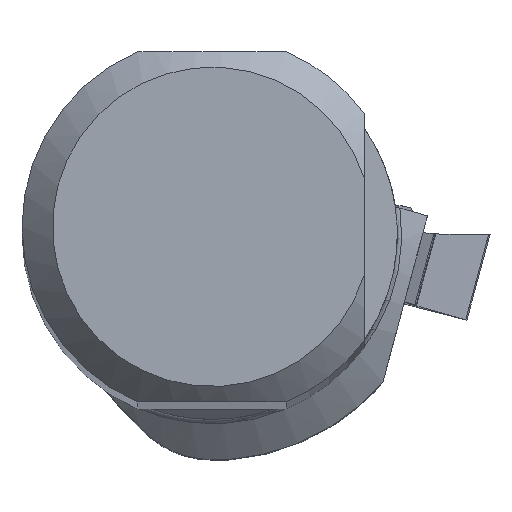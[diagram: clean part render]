
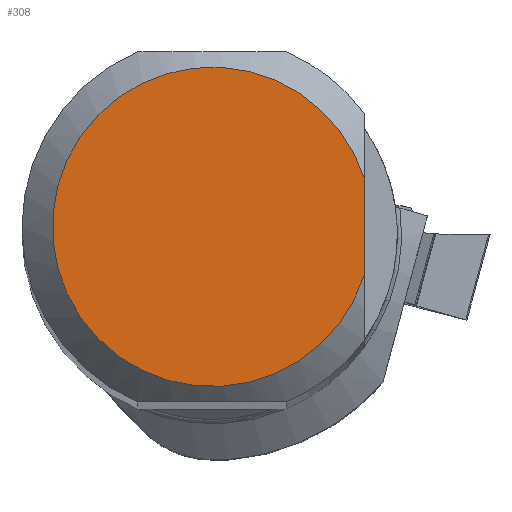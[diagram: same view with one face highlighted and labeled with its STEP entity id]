
A CAD part, top view. The second image highlights one B-rep face of the part: STEP entity #308.
In plain terms, the highlighted planar face has unit normal (0, 0, 1).
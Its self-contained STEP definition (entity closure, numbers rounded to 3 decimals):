
#226=CIRCLE('',#2217,10.491);
#308=ADVANCED_FACE('CU_SU_BP3',(#460),#373,.T.);
#373=PLANE('',#2218);
#460=FACE_OUTER_BOUND('',#564,.T.);
#564=EDGE_LOOP('',(#1058,#1059));
#1058=ORIENTED_EDGE('',*,*,#1614,.T.);
#1059=ORIENTED_EDGE('',*,*,#1615,.F.);
#1352=VERTEX_POINT('',#3597);
#1353=VERTEX_POINT('',#3598);
#1614=EDGE_CURVE('',#1352,#1353,#1803,.T.);
#1615=EDGE_CURVE('',#1352,#1353,#226,.T.);
#1803=LINE('',#3596,#1975);
#1975=VECTOR('',#2723,1.);
#2217=AXIS2_PLACEMENT_3D('',#3599,#2724,#2725);
#2218=AXIS2_PLACEMENT_3D('',#3600,#2726,#2727);
#2723=DIRECTION('',(0.,1.,0.));
#2724=DIRECTION('',(0.,0.,-1.));
#2725=DIRECTION('',(-1.,0.,0.));
#2726=DIRECTION('',(0.,0.,1.));
#2727=DIRECTION('',(-1.,0.,0.));
#3596=CARTESIAN_POINT('',(10.009,0.,0.));
#3597=CARTESIAN_POINT('',(10.009,-3.145,0.));
#3598=CARTESIAN_POINT('',(10.009,3.145,0.));
#3599=CARTESIAN_POINT('',(0.,0.,0.));
#3600=CARTESIAN_POINT('',(0.,0.,0.));
